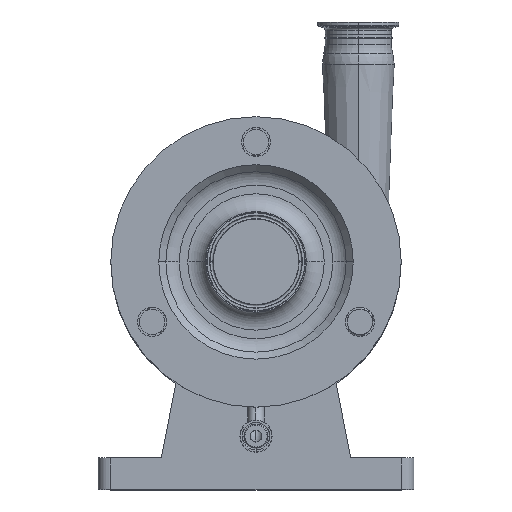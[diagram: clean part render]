
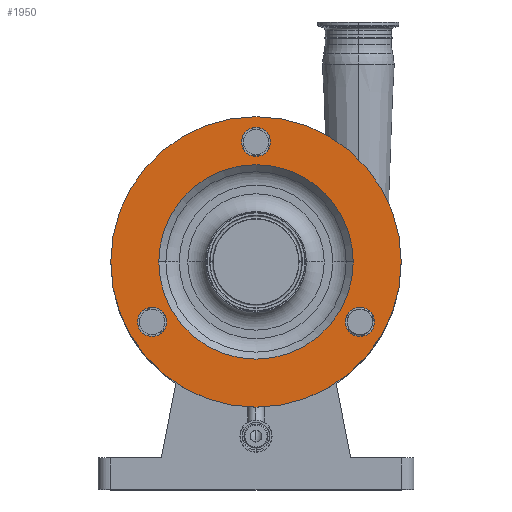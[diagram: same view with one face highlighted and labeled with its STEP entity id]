
A CAD part, top view. The second image highlights one B-rep face of the part: STEP entity #1950.
In plain terms, the highlighted planar face has unit normal (0, 0, 1).
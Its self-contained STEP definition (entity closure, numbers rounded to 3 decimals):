
#520 = EDGE_CURVE ( 'NONE', #658, #657, #20942, .T. ) ;
#542 = VERTEX_POINT ( 'NONE', #20918 ) ;
#543 = EDGE_CURVE ( 'NONE', #548, #542, #20852, .T. ) ;
#548 = VERTEX_POINT ( 'NONE', #20823 ) ;
#555 = EDGE_CURVE ( 'NONE', #692, #591, #20817, .T. ) ;
#570 = VERTEX_POINT ( 'NONE', #20993 ) ;
#571 = EDGE_CURVE ( 'NONE', #570, #683, #20869, .T. ) ;
#591 = VERTEX_POINT ( 'NONE', #20900 ) ;
#654 = VERTEX_POINT ( 'NONE', #21081 ) ;
#655 = VERTEX_POINT ( 'NONE', #21069 ) ;
#657 = VERTEX_POINT ( 'NONE', #21068 ) ;
#658 = VERTEX_POINT ( 'NONE', #21034 ) ;
#683 = VERTEX_POINT ( 'NONE', #21045 ) ;
#692 = VERTEX_POINT ( 'NONE', #21220 ) ;
#732 = EDGE_CURVE ( 'NONE', #655, #654, #21479, .T. ) ;
#1838 = EDGE_LOOP ( 'NONE', ( #1951, #1843 ) ) ;
#1839 = EDGE_CURVE ( 'NONE', #591, #692, #5813, .T. ) ;
#1843 = ORIENTED_EDGE ( 'NONE', *, *, #732, .F. ) ;
#1867 = ORIENTED_EDGE ( 'NONE', *, *, #543, .F. ) ;
#1868 = EDGE_LOOP ( 'NONE', ( #1984, #1986 ) ) ;
#1916 = ORIENTED_EDGE ( 'NONE', *, *, #571, .T. ) ;
#1917 = ORIENTED_EDGE ( 'NONE', *, *, #1918, .F. ) ;
#1918 = EDGE_CURVE ( 'NONE', #542, #548, #6056, .T. ) ;
#1919 = EDGE_LOOP ( 'NONE', ( #1917, #1867 ) ) ;
#1950 = ADVANCED_FACE ( 'NONE', ( #6061, #5990, #6050, #6174, #6173 ), #6048, .F. ) ;
#1951 = ORIENTED_EDGE ( 'NONE', *, *, #1979, .F. ) ;
#1954 = EDGE_CURVE ( 'NONE', #683, #570, #6170, .T. ) ;
#1955 = EDGE_CURVE ( 'NONE', #657, #658, #6049, .T. ) ;
#1956 = EDGE_LOOP ( 'NONE', ( #1916, #1982 ) ) ;
#1977 = ORIENTED_EDGE ( 'NONE', *, *, #520, .F. ) ;
#1979 = EDGE_CURVE ( 'NONE', #654, #655, #6126, .T. ) ;
#1982 = ORIENTED_EDGE ( 'NONE', *, *, #1954, .T. ) ;
#1984 = ORIENTED_EDGE ( 'NONE', *, *, #1839, .F. ) ;
#1986 = ORIENTED_EDGE ( 'NONE', *, *, #555, .F. ) ;
#1989 = ORIENTED_EDGE ( 'NONE', *, *, #1955, .F. ) ;
#1992 = EDGE_LOOP ( 'NONE', ( #1989, #1977 ) ) ;
#5750 = DIRECTION ( 'NONE',  ( 1., 0., 0. ) ) ;
#5751 = DIRECTION ( 'NONE',  ( 0., 0., 1. ) ) ;
#5752 = CARTESIAN_POINT ( 'NONE',  ( 0., 0., 215. ) ) ;
#5808 = AXIS2_PLACEMENT_3D ( 'NONE', #5752, #5751, #5750 ) ;
#5813 = CIRCLE ( 'NONE', #5808, 77. ) ;
#5949 = AXIS2_PLACEMENT_3D ( 'NONE', #6158, #6157, #6156 ) ;
#5952 = DIRECTION ( 'NONE',  ( 1., 0., 0. ) ) ;
#5953 = DIRECTION ( 'NONE',  ( 0., 0., 1. ) ) ;
#5954 = CARTESIAN_POINT ( 'NONE',  ( 0., 95., 215. ) ) ;
#5983 = AXIS2_PLACEMENT_3D ( 'NONE', #6054, #6172, #6168 ) ;
#5990 = FACE_BOUND ( 'NONE', #1992, .T. ) ;
#6048 = PLANE ( 'NONE',  #5983 ) ;
#6049 = CIRCLE ( 'NONE', #5949, 11.5 ) ;
#6050 = FACE_BOUND ( 'NONE', #1919, .T. ) ;
#6054 = CARTESIAN_POINT ( 'NONE',  ( 0., 39., 215. ) ) ;
#6056 = CIRCLE ( 'NONE', #6057, 11.5 ) ;
#6057 = AXIS2_PLACEMENT_3D ( 'NONE', #5954, #5953, #5952 ) ;
#6061 = FACE_BOUND ( 'NONE', #1838, .T. ) ;
#6116 = DIRECTION ( 'NONE',  ( -0.5, -0.866, 0. ) ) ;
#6117 = DIRECTION ( 'NONE',  ( 0., 0., 1. ) ) ;
#6118 = CARTESIAN_POINT ( 'NONE',  ( 82.272, -47.5, 215. ) ) ;
#6119 = AXIS2_PLACEMENT_3D ( 'NONE', #6118, #6117, #6116 ) ;
#6126 = CIRCLE ( 'NONE', #6119, 11.5 ) ;
#6156 = DIRECTION ( 'NONE',  ( -0.5, 0.866, 0. ) ) ;
#6157 = DIRECTION ( 'NONE',  ( 0., 0., 1. ) ) ;
#6158 = CARTESIAN_POINT ( 'NONE',  ( -82.272, -47.5, 215. ) ) ;
#6162 = DIRECTION ( 'NONE',  ( 1., 0., 0. ) ) ;
#6163 = DIRECTION ( 'NONE',  ( 0., 0., 1. ) ) ;
#6164 = CARTESIAN_POINT ( 'NONE',  ( 0., 0., 215. ) ) ;
#6165 = AXIS2_PLACEMENT_3D ( 'NONE', #6164, #6163, #6162 ) ;
#6168 = DIRECTION ( 'NONE',  ( -1., 0., 0. ) ) ;
#6170 = CIRCLE ( 'NONE', #6165, 115. ) ;
#6172 = DIRECTION ( 'NONE',  ( 0., 0., -1. ) ) ;
#6173 = FACE_BOUND ( 'NONE', #1868, .T. ) ;
#6174 = FACE_OUTER_BOUND ( 'NONE', #1956, .T. ) ;
#20778 = AXIS2_PLACEMENT_3D ( 'NONE', #20992, #21020, #21019 ) ;
#20803 = CARTESIAN_POINT ( 'NONE',  ( 0., 0., 215. ) ) ;
#20817 = CIRCLE ( 'NONE', #20879, 77. ) ;
#20823 = CARTESIAN_POINT ( 'NONE',  ( -11.5, 95., 215. ) ) ;
#20827 = DIRECTION ( 'NONE',  ( 1., 0., 0. ) ) ;
#20828 = DIRECTION ( 'NONE',  ( 0., 0., 1. ) ) ;
#20837 = CARTESIAN_POINT ( 'NONE',  ( 0., 95., 215. ) ) ;
#20841 = AXIS2_PLACEMENT_3D ( 'NONE', #20837, #20828, #20827 ) ;
#20852 = CIRCLE ( 'NONE', #20841, 11.5 ) ;
#20869 = CIRCLE ( 'NONE', #20778, 115. ) ;
#20877 = DIRECTION ( 'NONE',  ( 1., 0., 0. ) ) ;
#20878 = DIRECTION ( 'NONE',  ( 0., 0., 1. ) ) ;
#20879 = AXIS2_PLACEMENT_3D ( 'NONE', #20803, #20878, #20877 ) ;
#20900 = CARTESIAN_POINT ( 'NONE',  ( 77., 0., 215. ) ) ;
#20918 = CARTESIAN_POINT ( 'NONE',  ( 11.5, 95., 215. ) ) ;
#20934 = DIRECTION ( 'NONE',  ( -0.5, 0.866, 0. ) ) ;
#20935 = DIRECTION ( 'NONE',  ( 0., 0., 1. ) ) ;
#20936 = CARTESIAN_POINT ( 'NONE',  ( -82.272, -47.5, 215. ) ) ;
#20942 = CIRCLE ( 'NONE', #20943, 11.5 ) ;
#20943 = AXIS2_PLACEMENT_3D ( 'NONE', #20936, #20935, #20934 ) ;
#20992 = CARTESIAN_POINT ( 'NONE',  ( 0., 0., 215. ) ) ;
#20993 = CARTESIAN_POINT ( 'NONE',  ( 115., 0., 215. ) ) ;
#21019 = DIRECTION ( 'NONE',  ( 1., 0., 0. ) ) ;
#21020 = DIRECTION ( 'NONE',  ( 0., 0., 1. ) ) ;
#21034 = CARTESIAN_POINT ( 'NONE',  ( -76.522, -57.459, 215. ) ) ;
#21045 = CARTESIAN_POINT ( 'NONE',  ( -115., 0., 215. ) ) ;
#21068 = CARTESIAN_POINT ( 'NONE',  ( -88.022, -37.541, 215. ) ) ;
#21069 = CARTESIAN_POINT ( 'NONE',  ( 88.022, -37.541, 215. ) ) ;
#21081 = CARTESIAN_POINT ( 'NONE',  ( 76.522, -57.459, 215. ) ) ;
#21220 = CARTESIAN_POINT ( 'NONE',  ( -77., 0., 215. ) ) ;
#21477 = CARTESIAN_POINT ( 'NONE',  ( 82.272, -47.5, 215. ) ) ;
#21478 = AXIS2_PLACEMENT_3D ( 'NONE', #21477, #21484, #21483 ) ;
#21479 = CIRCLE ( 'NONE', #21478, 11.5 ) ;
#21483 = DIRECTION ( 'NONE',  ( -0.5, -0.866, 0. ) ) ;
#21484 = DIRECTION ( 'NONE',  ( 0., 0., 1. ) ) ;
